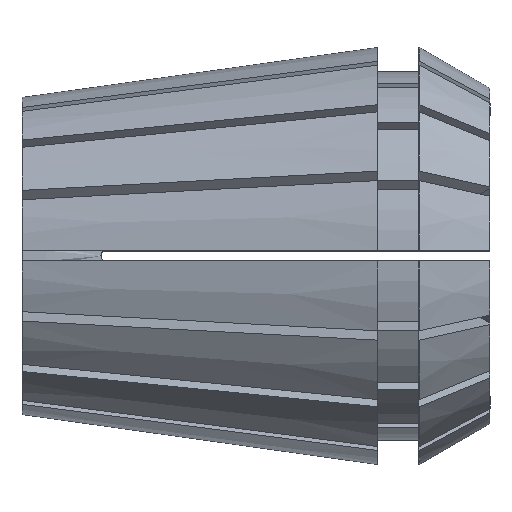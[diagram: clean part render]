
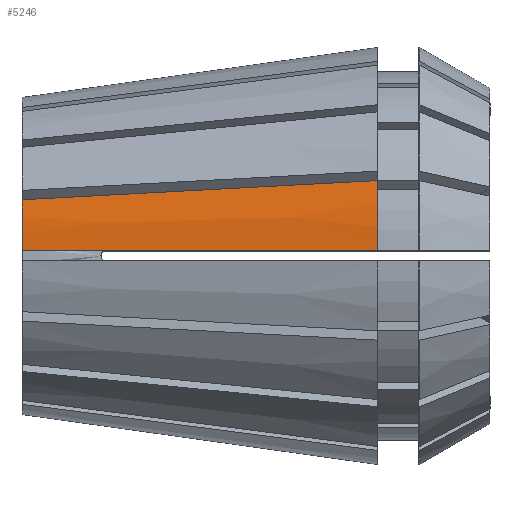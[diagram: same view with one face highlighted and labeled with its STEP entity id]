
A CAD part, top view. The second image highlights one B-rep face of the part: STEP entity #5246.
In plain terms, the highlighted conical face has half-angle 8 degrees and reference radius 20.5 mm.
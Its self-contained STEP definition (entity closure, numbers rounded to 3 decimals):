
#32 = FACE_OUTER_BOUND ( 'NONE', #5742, .T. ) ;
#118 = CARTESIAN_POINT ( 'NONE',  ( 0., 0.5, 15.587 ) ) ;
#148 = VERTEX_POINT ( 'NONE', #747 ) ;
#265 = CARTESIAN_POINT ( 'NONE',  ( 34.9, 0., 0. ) ) ;
#286 = B_SPLINE_CURVE_WITH_KNOTS ( 'NONE', 3,
 ( #2731, #1385, #4507, #1833 ),
 .UNSPECIFIED., .F., .F.,
 ( 4, 4 ),
 ( 0., 0.035 ),
 .UNSPECIFIED. ) ;
#655 = B_SPLINE_CURVE_WITH_KNOTS ( 'NONE', 3,
 ( #4798, #1273, #3924, #1708, #4820, #2175, #5264, #2620, #5734, #3074 ),
 .UNSPECIFIED., .F., .F.,
 ( 4, 3, 3, 4 ),
 ( 0.076, 0.079, 0.107, 0.111 ),
 .UNSPECIFIED. ) ;
#747 = CARTESIAN_POINT ( 'NONE',  ( 0., 5.503, 14.592 ) ) ;
#934 = ORIENTED_EDGE ( 'NONE', *, *, #1563, .F. ) ;
#946 = EDGE_CURVE ( 'NONE', #3978, #148, #286, .T. ) ;
#1039 = ORIENTED_EDGE ( 'NONE', *, *, #1635, .T. ) ;
#1273 = CARTESIAN_POINT ( 'NONE',  ( 34.084, 0.5, 20.38 ) ) ;
#1353 = AXIS2_PLACEMENT_3D ( 'NONE', #2166, #5257, #2610 ) ;
#1385 = CARTESIAN_POINT ( 'NONE',  ( 23.267, 6.755, 17.615 ) ) ;
#1426 = AXIS2_PLACEMENT_3D ( 'NONE', #265, #2500, #3399 ) ;
#1563 = EDGE_CURVE ( 'NONE', #3771, #148, #1726, .T. ) ;
#1635 = EDGE_CURVE ( 'NONE', #3092, #3978, #5609, .T. ) ;
#1708 = CARTESIAN_POINT ( 'NONE',  ( 32.452, 0.5, 20.15 ) ) ;
#1726 = CIRCLE ( 'NONE', #1353, 15.595 ) ;
#1833 = CARTESIAN_POINT ( 'NONE',  ( 0., 5.503, 14.592 ) ) ;
#1916 = CARTESIAN_POINT ( 'NONE',  ( 34.9, 7.381, 19.126 ) ) ;
#2000 = ORIENTED_EDGE ( 'NONE', *, *, #2117, .F. ) ;
#2117 = EDGE_CURVE ( 'NONE', #3092, #3771, #655, .T. ) ;
#2166 = CARTESIAN_POINT ( 'NONE',  ( 0., 0., 0. ) ) ;
#2175 = CARTESIAN_POINT ( 'NONE',  ( 13.678, 0.5, 17.511 ) ) ;
#2216 = CARTESIAN_POINT ( 'NONE',  ( 34.9, 0., 0. ) ) ;
#2500 = DIRECTION ( 'NONE',  ( 1., 0., 0. ) ) ;
#2584 = CARTESIAN_POINT ( 'NONE',  ( 34.9, 0.5, 20.494 ) ) ;
#2610 = DIRECTION ( 'NONE',  ( 0., 0., 1. ) ) ;
#2620 = CARTESIAN_POINT ( 'NONE',  ( 2.86, 0.5, 15.99 ) ) ;
#2665 = DIRECTION ( 'NONE',  ( 0., 0., 1. ) ) ;
#2709 = ORIENTED_EDGE ( 'NONE', *, *, #946, .T. ) ;
#2731 = CARTESIAN_POINT ( 'NONE',  ( 34.9, 7.381, 19.126 ) ) ;
#3074 = CARTESIAN_POINT ( 'NONE',  ( 0., 0.5, 15.587 ) ) ;
#3092 = VERTEX_POINT ( 'NONE', #2584 ) ;
#3399 = DIRECTION ( 'NONE',  ( 0., 0., -1. ) ) ;
#3771 = VERTEX_POINT ( 'NONE', #118 ) ;
#3924 = CARTESIAN_POINT ( 'NONE',  ( 33.268, 0.5, 20.265 ) ) ;
#3978 = VERTEX_POINT ( 'NONE', #1916 ) ;
#4345 = AXIS2_PLACEMENT_3D ( 'NONE', #2216, #5318, #2665 ) ;
#4507 = CARTESIAN_POINT ( 'NONE',  ( 11.633, 6.129, 16.104 ) ) ;
#4798 = CARTESIAN_POINT ( 'NONE',  ( 34.9, 0.5, 20.494 ) ) ;
#4820 = CARTESIAN_POINT ( 'NONE',  ( 23.065, 0.5, 18.83 ) ) ;
#5246 = ADVANCED_FACE ( 'NONE', ( #32 ), #5393, .T. ) ;
#5257 = DIRECTION ( 'NONE',  ( -1., 0., 0. ) ) ;
#5264 = CARTESIAN_POINT ( 'NONE',  ( 4.29, 0.5, 16.191 ) ) ;
#5318 = DIRECTION ( 'NONE',  ( -1., 0., 0. ) ) ;
#5393 = CONICAL_SURFACE ( 'NONE', #1426, 20.5, 0.14 ) ;
#5609 = CIRCLE ( 'NONE', #4345, 20.5 ) ;
#5734 = CARTESIAN_POINT ( 'NONE',  ( 1.43, 0.5, 15.789 ) ) ;
#5742 = EDGE_LOOP ( 'NONE', ( #1039, #2709, #934, #2000 ) ) ;
